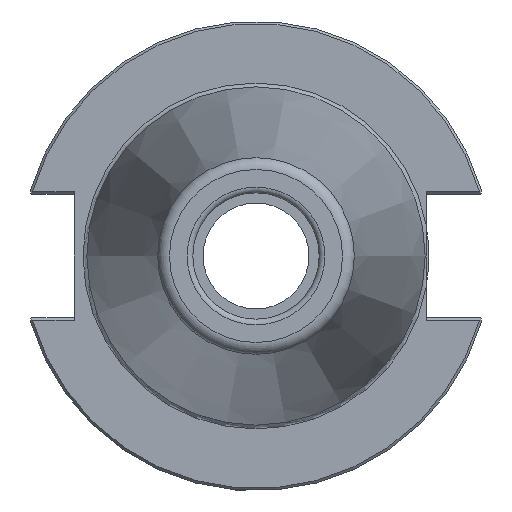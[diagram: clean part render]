
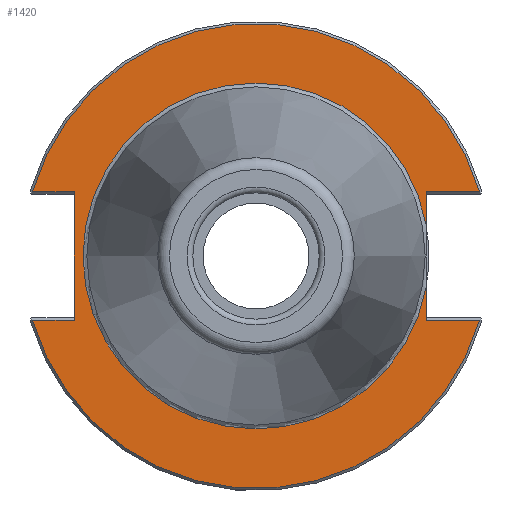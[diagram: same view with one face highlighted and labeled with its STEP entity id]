
A CAD part, left-side view. The second image highlights one B-rep face of the part: STEP entity #1420.
In plain terms, the highlighted planar face has unit normal (-1, 0, 0).
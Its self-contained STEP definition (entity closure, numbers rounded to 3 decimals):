
#64=PLANE('',#1539);
#135=FACE_OUTER_BOUND('',#210,.T.);
#210=EDGE_LOOP('',(#1053,#1054,#1055,#1056,#1057,#1058,#1059,#1060,#1061,
#1062,#1063));
#317=LINE('',#2378,#396);
#320=LINE('',#2437,#399);
#321=LINE('',#2443,#400);
#322=LINE('',#2445,#401);
#323=LINE('',#2449,#402);
#324=LINE('',#2451,#403);
#325=LINE('',#2452,#404);
#396=VECTOR('',#1778,10.);
#399=VECTOR('',#1797,10.);
#400=VECTOR('',#1802,10.);
#401=VECTOR('',#1803,10.);
#402=VECTOR('',#1806,10.);
#403=VECTOR('',#1807,10.);
#404=VECTOR('',#1808,10.);
#467=CIRCLE('',#1537,48.249);
#469=CIRCLE('',#1540,35.899);
#470=CIRCLE('',#1541,35.899);
#471=CIRCLE('',#1542,48.249);
#605=VERTEX_POINT('',#2375);
#606=VERTEX_POINT('',#2377);
#614=VERTEX_POINT('',#2424);
#617=VERTEX_POINT('',#2436);
#618=VERTEX_POINT('',#2438);
#619=VERTEX_POINT('',#2440);
#620=VERTEX_POINT('',#2442);
#621=VERTEX_POINT('',#2444);
#622=VERTEX_POINT('',#2446);
#623=VERTEX_POINT('',#2448);
#624=VERTEX_POINT('',#2450);
#777=EDGE_CURVE('',#605,#606,#317,.T.);
#789=EDGE_CURVE('',#606,#614,#467,.T.);
#793=EDGE_CURVE('',#605,#617,#320,.T.);
#794=EDGE_CURVE('',#617,#618,#469,.T.);
#795=EDGE_CURVE('',#618,#619,#470,.T.);
#796=EDGE_CURVE('',#619,#620,#321,.T.);
#797=EDGE_CURVE('',#621,#620,#322,.T.);
#798=EDGE_CURVE('',#622,#621,#471,.T.);
#799=EDGE_CURVE('',#623,#622,#323,.T.);
#800=EDGE_CURVE('',#623,#624,#324,.T.);
#801=EDGE_CURVE('',#614,#624,#325,.T.);
#1053=ORIENTED_EDGE('',*,*,#777,.F.);
#1054=ORIENTED_EDGE('',*,*,#793,.T.);
#1055=ORIENTED_EDGE('',*,*,#794,.T.);
#1056=ORIENTED_EDGE('',*,*,#795,.T.);
#1057=ORIENTED_EDGE('',*,*,#796,.T.);
#1058=ORIENTED_EDGE('',*,*,#797,.F.);
#1059=ORIENTED_EDGE('',*,*,#798,.F.);
#1060=ORIENTED_EDGE('',*,*,#799,.F.);
#1061=ORIENTED_EDGE('',*,*,#800,.T.);
#1062=ORIENTED_EDGE('',*,*,#801,.F.);
#1063=ORIENTED_EDGE('',*,*,#789,.F.);
#1420=ADVANCED_FACE('',(#135),#64,.T.);
#1537=AXIS2_PLACEMENT_3D('',#2425,#1791,#1792);
#1539=AXIS2_PLACEMENT_3D('',#2435,#1795,#1796);
#1540=AXIS2_PLACEMENT_3D('',#2439,#1798,#1799);
#1541=AXIS2_PLACEMENT_3D('',#2441,#1800,#1801);
#1542=AXIS2_PLACEMENT_3D('',#2447,#1804,#1805);
#1778=DIRECTION('',(0.,-1.,0.));
#1791=DIRECTION('center_axis',(1.,0.,0.));
#1792=DIRECTION('ref_axis',(0.,0.,-1.));
#1795=DIRECTION('center_axis',(-1.,0.,0.));
#1796=DIRECTION('ref_axis',(0.,0.,1.));
#1797=DIRECTION('',(0.,0.,1.));
#1798=DIRECTION('center_axis',(1.,0.,0.));
#1799=DIRECTION('ref_axis',(0.,0.,-1.));
#1800=DIRECTION('center_axis',(1.,0.,0.));
#1801=DIRECTION('ref_axis',(0.,0.,-1.));
#1802=DIRECTION('',(0.,0.,1.));
#1803=DIRECTION('',(0.,1.,0.));
#1804=DIRECTION('center_axis',(1.,0.,0.));
#1805=DIRECTION('ref_axis',(0.,0.,-1.));
#1806=DIRECTION('',(0.,1.,0.));
#1807=DIRECTION('',(0.,0.,-1.));
#1808=DIRECTION('',(0.,-1.,0.));
#2375=CARTESIAN_POINT('',(3.175,-35.3,-13.325));
#2377=CARTESIAN_POINT('',(3.175,-46.373,-13.325));
#2378=CARTESIAN_POINT('',(3.175,-13.707,-13.325));
#2424=CARTESIAN_POINT('',(3.175,46.373,-13.325));
#2425=CARTESIAN_POINT('Origin',(3.175,0.,0.));
#2435=CARTESIAN_POINT('Origin',(3.175,48.249,0.));
#2436=CARTESIAN_POINT('',(3.175,-35.3,-6.533));
#2437=CARTESIAN_POINT('',(3.175,-35.3,-6.413));
#2438=CARTESIAN_POINT('',(3.175,0.,35.899));
#2439=CARTESIAN_POINT('Origin',(3.175,0.,0.));
#2440=CARTESIAN_POINT('',(3.175,-35.3,6.533));
#2441=CARTESIAN_POINT('Origin',(3.175,0.,0.));
#2442=CARTESIAN_POINT('',(3.175,-35.3,13.325));
#2443=CARTESIAN_POINT('',(3.175,-35.3,-6.413));
#2444=CARTESIAN_POINT('',(3.175,-46.373,13.325));
#2445=CARTESIAN_POINT('',(3.175,6.475,13.325));
#2446=CARTESIAN_POINT('',(3.175,46.373,13.325));
#2447=CARTESIAN_POINT('Origin',(3.175,0.,0.));
#2448=CARTESIAN_POINT('',(3.175,37.7,13.325));
#2449=CARTESIAN_POINT('',(3.175,61.395,13.325));
#2450=CARTESIAN_POINT('',(3.175,37.7,-13.325));
#2451=CARTESIAN_POINT('',(3.175,37.7,6.413));
#2452=CARTESIAN_POINT('',(3.175,42.975,-13.325));
